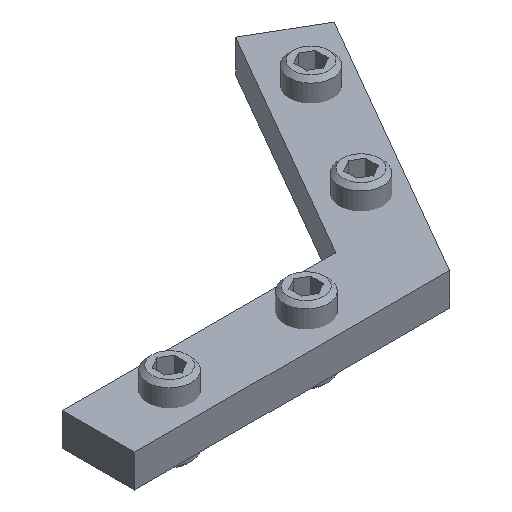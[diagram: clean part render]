
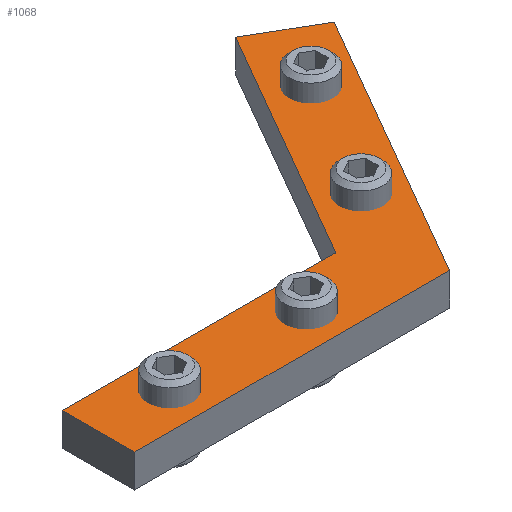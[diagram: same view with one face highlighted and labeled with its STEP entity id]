
A CAD part, isometric view. The second image highlights one B-rep face of the part: STEP entity #1068.
In plain terms, the highlighted planar face has unit normal (0, 0, 1).
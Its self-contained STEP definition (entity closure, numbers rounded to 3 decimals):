
#58=FACE_BOUND('',#182,.T.);
#59=FACE_BOUND('',#183,.T.);
#60=FACE_BOUND('',#184,.T.);
#61=FACE_BOUND('',#185,.T.);
#73=PLANE('',#1164);
#117=FACE_OUTER_BOUND('',#181,.T.);
#181=EDGE_LOOP('',(#746,#747,#748,#749,#750,#751));
#182=EDGE_LOOP('',(#752,#753));
#183=EDGE_LOOP('',(#754,#755));
#184=EDGE_LOOP('',(#756,#757));
#185=EDGE_LOOP('',(#758,#759));
#242=LINE('',#1553,#328);
#246=LINE('',#1561,#332);
#249=LINE('',#1567,#335);
#252=LINE('',#1573,#338);
#255=LINE('',#1579,#341);
#258=LINE('',#1584,#344);
#328=VECTOR('',#1277,10.);
#332=VECTOR('',#1283,10.);
#335=VECTOR('',#1288,10.);
#338=VECTOR('',#1293,10.);
#341=VECTOR('',#1298,10.);
#344=VECTOR('',#1303,10.);
#410=CIRCLE('',#1142,3.324);
#411=CIRCLE('',#1143,3.324);
#413=CIRCLE('',#1146,3.324);
#414=CIRCLE('',#1147,3.324);
#416=CIRCLE('',#1150,3.324);
#417=CIRCLE('',#1151,3.324);
#419=CIRCLE('',#1154,3.324);
#420=CIRCLE('',#1155,3.324);
#446=VERTEX_POINT('',#1519);
#447=VERTEX_POINT('',#1520);
#449=VERTEX_POINT('',#1527);
#450=VERTEX_POINT('',#1528);
#452=VERTEX_POINT('',#1535);
#453=VERTEX_POINT('',#1536);
#455=VERTEX_POINT('',#1543);
#456=VERTEX_POINT('',#1544);
#458=VERTEX_POINT('',#1551);
#459=VERTEX_POINT('',#1552);
#462=VERTEX_POINT('',#1560);
#464=VERTEX_POINT('',#1566);
#466=VERTEX_POINT('',#1572);
#468=VERTEX_POINT('',#1578);
#546=EDGE_CURVE('',#446,#447,#410,.T.);
#547=EDGE_CURVE('',#447,#446,#411,.T.);
#550=EDGE_CURVE('',#449,#450,#413,.T.);
#551=EDGE_CURVE('',#450,#449,#414,.T.);
#554=EDGE_CURVE('',#452,#453,#416,.T.);
#555=EDGE_CURVE('',#453,#452,#417,.T.);
#558=EDGE_CURVE('',#455,#456,#419,.T.);
#559=EDGE_CURVE('',#456,#455,#420,.T.);
#562=EDGE_CURVE('',#458,#459,#242,.T.);
#566=EDGE_CURVE('',#459,#462,#246,.T.);
#569=EDGE_CURVE('',#462,#464,#249,.T.);
#572=EDGE_CURVE('',#464,#466,#252,.T.);
#575=EDGE_CURVE('',#466,#468,#255,.T.);
#578=EDGE_CURVE('',#468,#458,#258,.T.);
#746=ORIENTED_EDGE('',*,*,#562,.F.);
#747=ORIENTED_EDGE('',*,*,#578,.F.);
#748=ORIENTED_EDGE('',*,*,#575,.F.);
#749=ORIENTED_EDGE('',*,*,#572,.F.);
#750=ORIENTED_EDGE('',*,*,#569,.F.);
#751=ORIENTED_EDGE('',*,*,#566,.F.);
#752=ORIENTED_EDGE('',*,*,#546,.T.);
#753=ORIENTED_EDGE('',*,*,#547,.T.);
#754=ORIENTED_EDGE('',*,*,#550,.T.);
#755=ORIENTED_EDGE('',*,*,#551,.T.);
#756=ORIENTED_EDGE('',*,*,#554,.T.);
#757=ORIENTED_EDGE('',*,*,#555,.T.);
#758=ORIENTED_EDGE('',*,*,#558,.T.);
#759=ORIENTED_EDGE('',*,*,#559,.T.);
#1068=ADVANCED_FACE('',(#117,#58,#59,#60,#61),#73,.T.);
#1142=AXIS2_PLACEMENT_3D('',#1521,#1241,#1242);
#1143=AXIS2_PLACEMENT_3D('',#1522,#1243,#1244);
#1146=AXIS2_PLACEMENT_3D('',#1529,#1250,#1251);
#1147=AXIS2_PLACEMENT_3D('',#1530,#1252,#1253);
#1150=AXIS2_PLACEMENT_3D('',#1537,#1259,#1260);
#1151=AXIS2_PLACEMENT_3D('',#1538,#1261,#1262);
#1154=AXIS2_PLACEMENT_3D('',#1545,#1268,#1269);
#1155=AXIS2_PLACEMENT_3D('',#1546,#1270,#1271);
#1164=AXIS2_PLACEMENT_3D('',#1587,#1307,#1308);
#1241=DIRECTION('center_axis',(0.,0.,-1.));
#1242=DIRECTION('ref_axis',(1.,0.,0.));
#1243=DIRECTION('center_axis',(0.,0.,-1.));
#1244=DIRECTION('ref_axis',(1.,0.,0.));
#1250=DIRECTION('center_axis',(0.,0.,-1.));
#1251=DIRECTION('ref_axis',(1.,0.,0.));
#1252=DIRECTION('center_axis',(0.,0.,-1.));
#1253=DIRECTION('ref_axis',(1.,0.,0.));
#1259=DIRECTION('center_axis',(0.,0.,-1.));
#1260=DIRECTION('ref_axis',(1.,0.,0.));
#1261=DIRECTION('center_axis',(0.,0.,-1.));
#1262=DIRECTION('ref_axis',(1.,0.,0.));
#1268=DIRECTION('center_axis',(0.,0.,-1.));
#1269=DIRECTION('ref_axis',(1.,0.,0.));
#1270=DIRECTION('center_axis',(0.,0.,-1.));
#1271=DIRECTION('ref_axis',(1.,0.,0.));
#1277=DIRECTION('',(1.,0.,0.));
#1283=DIRECTION('',(0.5,0.866,0.));
#1288=DIRECTION('',(0.866,-0.5,0.));
#1293=DIRECTION('',(-0.5,-0.866,0.));
#1298=DIRECTION('',(-1.,0.,0.));
#1303=DIRECTION('',(0.,1.,0.));
#1307=DIRECTION('center_axis',(0.,0.,1.));
#1308=DIRECTION('ref_axis',(1.,0.,0.));
#1519=CARTESIAN_POINT('',(7.418,20.292,-4.));
#1520=CARTESIAN_POINT('',(0.771,20.292,-4.));
#1521=CARTESIAN_POINT('Origin',(4.095,20.292,-4.));
#1522=CARTESIAN_POINT('Origin',(4.095,20.292,-4.));
#1527=CARTESIAN_POINT('',(19.918,41.943,-4.));
#1528=CARTESIAN_POINT('',(13.271,41.943,-4.));
#1529=CARTESIAN_POINT('Origin',(16.595,41.943,-4.));
#1530=CARTESIAN_POINT('Origin',(16.595,41.943,-4.));
#1535=CARTESIAN_POINT('',(-16.298,6.6,-4.));
#1536=CARTESIAN_POINT('',(-22.945,6.6,-4.));
#1537=CARTESIAN_POINT('Origin',(-19.621,6.6,-4.));
#1538=CARTESIAN_POINT('Origin',(-19.621,6.6,-4.));
#1543=CARTESIAN_POINT('',(-41.298,6.6,-4.));
#1544=CARTESIAN_POINT('',(-47.945,6.6,-4.));
#1545=CARTESIAN_POINT('Origin',(-44.621,6.6,-4.));
#1546=CARTESIAN_POINT('Origin',(-44.621,6.6,-4.));
#1551=CARTESIAN_POINT('',(-57.621,13.2,-4.));
#1552=CARTESIAN_POINT('',(-7.621,13.2,-4.));
#1553=CARTESIAN_POINT('',(-7.621,13.2,-4.));
#1560=CARTESIAN_POINT('',(17.379,56.501,-4.));
#1561=CARTESIAN_POINT('',(17.379,56.501,-4.));
#1566=CARTESIAN_POINT('',(28.811,49.901,-4.));
#1567=CARTESIAN_POINT('',(28.811,49.901,-4.));
#1572=CARTESIAN_POINT('',(0.,0.,-4.));
#1573=CARTESIAN_POINT('',(0.,0.,-4.));
#1578=CARTESIAN_POINT('',(-57.621,0.,-4.));
#1579=CARTESIAN_POINT('',(-57.621,0.,-4.));
#1584=CARTESIAN_POINT('',(-57.621,13.2,-4.));
#1587=CARTESIAN_POINT('Origin',(-11.061,19.159,-4.));
